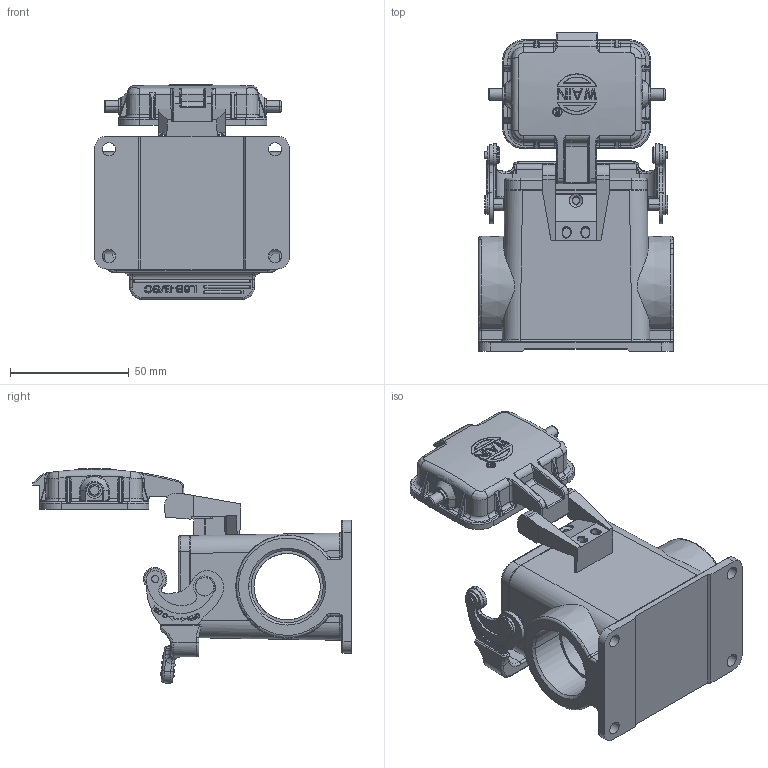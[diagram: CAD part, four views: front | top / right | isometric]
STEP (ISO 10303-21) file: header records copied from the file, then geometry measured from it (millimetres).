
FILE_DESCRIPTION((''),'2;1');
FILE_NAME('3D_1110062615104_H6B-SFH-1L_SC-','2020-09-29T',('lian.chen'),(''),'PRO/ENGINEER BY PARAMETRIC TECHNOLOGY CORPORATION, 2012480','PRO/ENGINEER BY PARAMETRIC TECHNOLOGY CORPORATION, 2012480','');
FILE_SCHEMA(('AUTOMOTIVE_DESIGN { 1 0 10303 214 1 1 1 1 }'));
Products named in the file (1): 3D_1110062615104_H6B-SFH-1L_SC-
Bounding box: 82 x 134.27 x 90.53 mm (x, y, z)
Volume: 131413.7 mm3; surface area: 61777.4 mm2
Topology: 1 solids, 31 shells, 1794 faces, 4892 edges, 3209 vertices
Faces by surface type: plane 643, cylinder 480, extrusion 265, bspline 187, torus 160, cone 31, sphere 28
Entity records: 69767 total; most frequent: CARTESIAN_POINT 26513, ORIENTED_EDGE 9630, DIRECTION 7705, EDGE_CURVE 4856, VERTEX_POINT 3209, VECTOR 2585, AXIS2_PLACEMENT_3D 2560, LINE 2320
